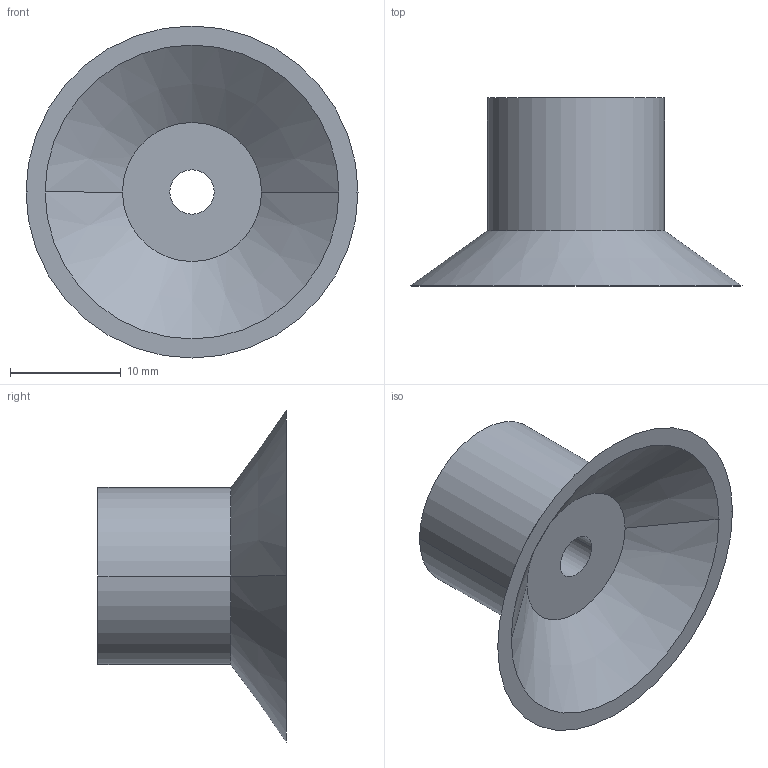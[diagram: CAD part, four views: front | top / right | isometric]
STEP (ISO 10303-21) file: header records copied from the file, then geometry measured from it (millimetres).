
FILE_DESCRIPTION (( 'STEP AP214' ), '1' );
FILE_NAME ('Vacuum Suction Cup - SP-30湮芛等脯柲攫 .step', '2016-10-28T04:20:26', ( 'dell' ), ( '' ), 'SwSTEP 2.0', 'SolidWorks 2013', '' );
FILE_SCHEMA (( 'AUTOMOTIVE_DESIGN' ));
Length unit declared in the file: millimetre
Products named in the file (1): Vacuum Suction Cup - SP-30湮芛等脯柲攫 
Bounding box: 30 x 17 x 30 mm (x, y, z)
Volume: 2431.6 mm3; surface area: 2579.5 mm2
Topology: 1 solids, 1 shells, 17 faces, 34 edges, 22 vertices
Faces by surface type: cylinder 8, plane 5, cone 4
Entity records: 492 total; most frequent: DIRECTION 92, CARTESIAN_POINT 74, ORIENTED_EDGE 68, AXIS2_PLACEMENT_3D 40, EDGE_CURVE 34, EDGE_LOOP 22, VERTEX_POINT 22, CIRCLE 22
